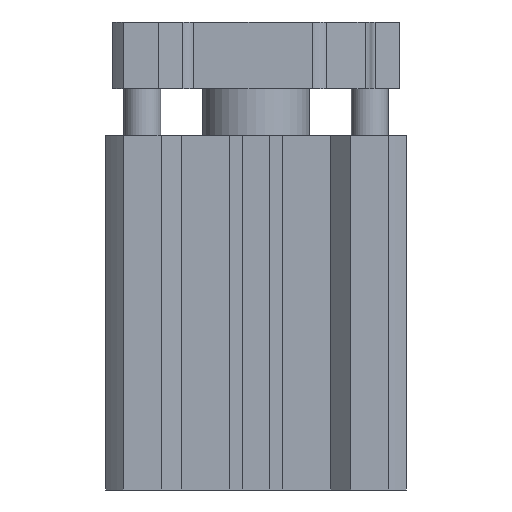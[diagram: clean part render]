
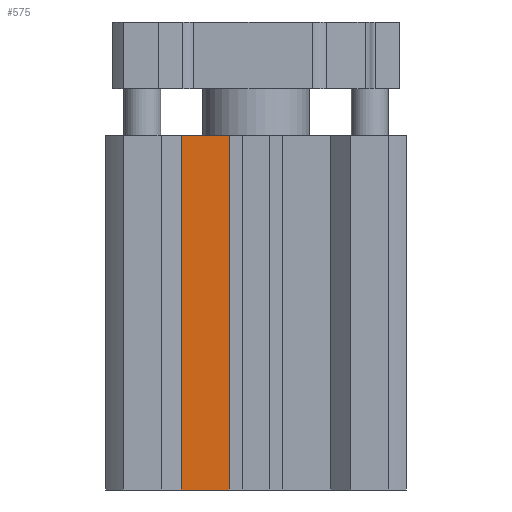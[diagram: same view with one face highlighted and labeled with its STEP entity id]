
A CAD part, front view. The second image highlights one B-rep face of the part: STEP entity #575.
In plain terms, the highlighted planar face has unit normal (0, -1, 0).
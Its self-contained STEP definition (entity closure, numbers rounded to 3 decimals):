
#575=ADVANCED_FACE('',(#1225),#1226,.F.);
#1225=FACE_OUTER_BOUND('',#1930,.T.);
#1226=PLANE('',#1931);
#1930=EDGE_LOOP('',(#3547,#3548,#3549,#3550));
#1931=AXIS2_PLACEMENT_3D('',#3551,#3552,#3553);
#3547=ORIENTED_EDGE('',*,*,#4761,.F.);
#3548=ORIENTED_EDGE('',*,*,#4798,.T.);
#3549=ORIENTED_EDGE('',*,*,#4631,.T.);
#3550=ORIENTED_EDGE('',*,*,#4799,.F.);
#3551=CARTESIAN_POINT('',(-11.2,-19.5,-26.5));
#3552=DIRECTION('',(0.,1.0,0.));
#3553=DIRECTION('',(1.0,0.,0.));
#4631=EDGE_CURVE('',#5670,#5668,#5671,.T.);
#4761=EDGE_CURVE('',#5879,#5881,#5882,.T.);
#4798=EDGE_CURVE('',#5879,#5670,#5938,.T.);
#4799=EDGE_CURVE('',#5881,#5668,#5939,.T.);
#5668=VERTEX_POINT('',#7139);
#5670=VERTEX_POINT('',#7142);
#5671=LINE('',#7143,#7144);
#5879=VERTEX_POINT('',#7437);
#5881=VERTEX_POINT('',#7440);
#5882=LINE('',#7441,#7442);
#5938=LINE('',#7520,#7521);
#5939=LINE('',#7522,#7523);
#7139=CARTESIAN_POINT('',(-11.2,-19.5,26.5));
#7142=CARTESIAN_POINT('',(-4.,-19.5,26.5));
#7143=CARTESIAN_POINT('',(-11.2,-19.5,26.5));
#7144=VECTOR('',#8305,1.0);
#7437=CARTESIAN_POINT('',(-4.,-19.5,-26.5));
#7440=CARTESIAN_POINT('',(-11.2,-19.5,-26.5));
#7441=CARTESIAN_POINT('',(-11.2,-19.5,-26.5));
#7442=VECTOR('',#8467,1.0);
#7520=CARTESIAN_POINT('',(-4.,-19.5,-30.106));
#7521=VECTOR('',#8520,1.0);
#7522=CARTESIAN_POINT('',(-11.2,-19.5,-26.5));
#7523=VECTOR('',#8521,1.0);
#8305=DIRECTION('',(-1.0,0.,0.0));
#8467=DIRECTION('',(-1.0,0.,0.0));
#8520=DIRECTION('',(0.0,0.0,1.0));
#8521=DIRECTION('',(0.0,0.0,1.0));
